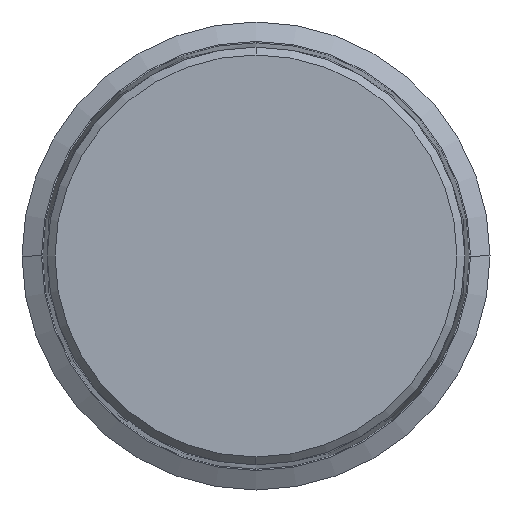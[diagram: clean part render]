
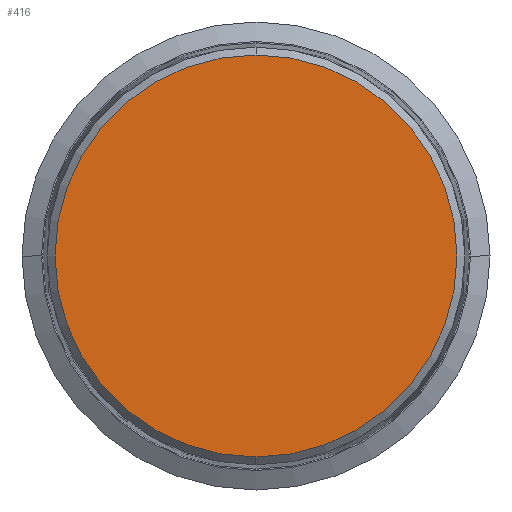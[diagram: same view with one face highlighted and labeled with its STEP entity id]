
A CAD part, front view. The second image highlights one B-rep face of the part: STEP entity #416.
In plain terms, the highlighted planar face has unit normal (0, -1, 0).
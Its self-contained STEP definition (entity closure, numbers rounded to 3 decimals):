
#416=ADVANCED_FACE('',(#930),#931,.T.);
#930=FACE_OUTER_BOUND('',#1573,.T.);
#931=PLANE('',#1574);
#1573=EDGE_LOOP('',(#2681,#2682));
#1574=AXIS2_PLACEMENT_3D('',#2683,#2684,#2685);
#2681=ORIENTED_EDGE('',*,*,#3920,.T.);
#2682=ORIENTED_EDGE('',*,*,#3922,.T.);
#2683=CARTESIAN_POINT('',(0.0,-10.0,3.865));
#2684=DIRECTION('',(0.0,-1.0,0.0));
#2685=DIRECTION('',(0.0,0.0,1.0));
#3920=EDGE_CURVE('',#4727,#4729,#4731,.T.);
#3922=EDGE_CURVE('',#4729,#4727,#4733,.T.);
#4727=VERTEX_POINT('',#5939);
#4729=VERTEX_POINT('',#5942);
#4731=CIRCLE('',#5945,7.731);
#4733=CIRCLE('',#5947,7.731);
#5939=CARTESIAN_POINT('',(0.0,-10.0,7.731));
#5942=CARTESIAN_POINT('',(0.,-10.0,-7.731));
#5945=AXIS2_PLACEMENT_3D('',#6733,#6734,#6735);
#5947=AXIS2_PLACEMENT_3D('',#6736,#6737,#6738);
#6733=CARTESIAN_POINT('',(0.0,-10.0,0.0));
#6734=DIRECTION('',(0.0,-1.0,0.0));
#6735=DIRECTION('',(0.0,0.0,1.0));
#6736=CARTESIAN_POINT('',(0.0,-10.0,0.0));
#6737=DIRECTION('',(0.0,-1.0,0.0));
#6738=DIRECTION('',(0.0,0.0,1.0));
